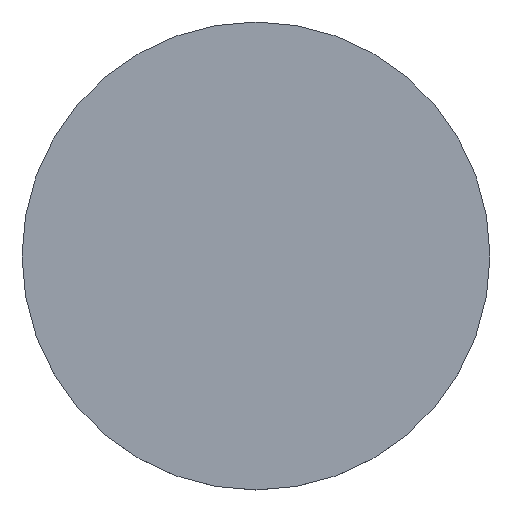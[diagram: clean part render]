
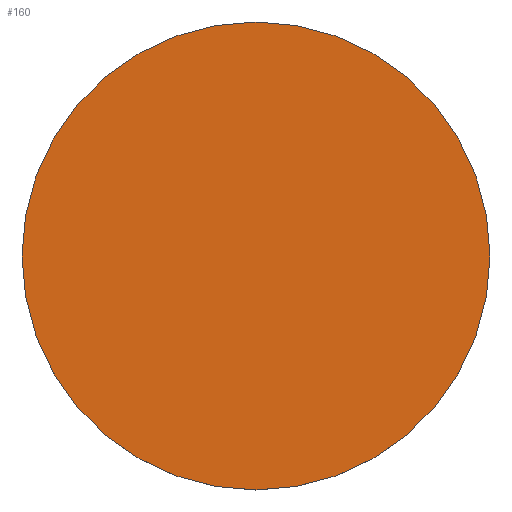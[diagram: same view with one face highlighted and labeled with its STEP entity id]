
A CAD part, top view. The second image highlights one B-rep face of the part: STEP entity #160.
In plain terms, the highlighted planar face has unit normal (0, 0, 1).
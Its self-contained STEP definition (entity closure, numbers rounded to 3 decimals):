
#1 = FACE_OUTER_BOUND ( 'NONE', #108, .T. ) ;
#3 = CARTESIAN_POINT ( 'NONE',  ( -20., 0., 1.1 ) ) ;
#9 = DIRECTION ( 'NONE',  ( 1., 0., 0. ) ) ;
#10 = CARTESIAN_POINT ( 'NONE',  ( 0., 0., 1.1 ) ) ;
#12 = ORIENTED_EDGE ( 'NONE', *, *, #155, .T. ) ;
#21 = DIRECTION ( 'NONE',  ( 1., 0., 0. ) ) ;
#23 = CIRCLE ( 'NONE', #100, 20. ) ;
#49 = AXIS2_PLACEMENT_3D ( 'NONE', #169, #82, #9 ) ;
#56 = CIRCLE ( 'NONE', #49, 20. ) ;
#71 = AXIS2_PLACEMENT_3D ( 'NONE', #10, #92, #21 ) ;
#82 = DIRECTION ( 'NONE',  ( 0., 0., 1. ) ) ;
#84 = ORIENTED_EDGE ( 'NONE', *, *, #151, .T. ) ;
#91 = VERTEX_POINT ( 'NONE', #104 ) ;
#92 = DIRECTION ( 'NONE',  ( 0., 0., 1. ) ) ;
#94 = DIRECTION ( 'NONE',  ( 1., 0., 0. ) ) ;
#96 = VERTEX_POINT ( 'NONE', #3 ) ;
#97 = DIRECTION ( 'NONE',  ( 0., 0., 1. ) ) ;
#100 = AXIS2_PLACEMENT_3D ( 'NONE', #130, #97, #94 ) ;
#104 = CARTESIAN_POINT ( 'NONE',  ( 20., 0., 1.1 ) ) ;
#108 = EDGE_LOOP ( 'NONE', ( #84, #12 ) ) ;
#130 = CARTESIAN_POINT ( 'NONE',  ( 0., 0., 1.1 ) ) ;
#151 = EDGE_CURVE ( 'NONE', #96, #91, #23, .T. ) ;
#154 = PLANE ( 'NONE',  #71 ) ;
#155 = EDGE_CURVE ( 'NONE', #91, #96, #56, .T. ) ;
#160 = ADVANCED_FACE ( 'NONE', ( #1 ), #154, .T. ) ;
#169 = CARTESIAN_POINT ( 'NONE',  ( 0., 0., 1.1 ) ) ;
